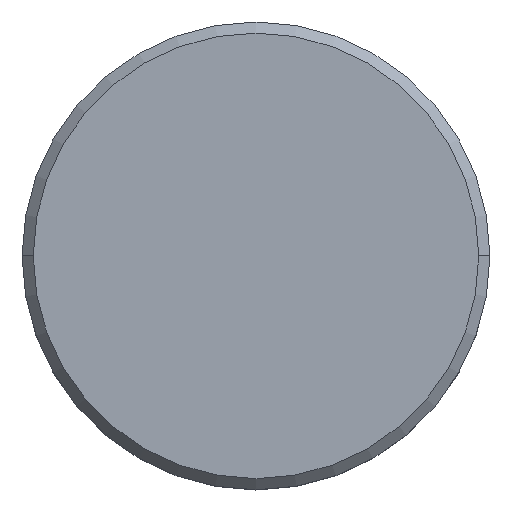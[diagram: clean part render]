
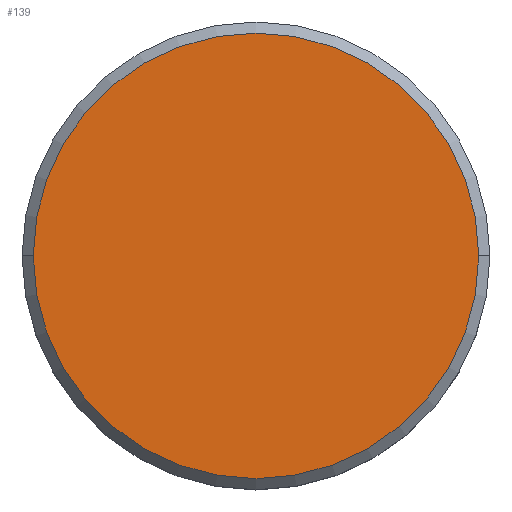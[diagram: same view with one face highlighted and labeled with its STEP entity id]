
A CAD part, top view. The second image highlights one B-rep face of the part: STEP entity #139.
In plain terms, the highlighted planar face has unit normal (0, 0, 1).
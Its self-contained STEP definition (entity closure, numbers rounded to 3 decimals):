
#95 = CARTESIAN_POINT ( 'NONE',  ( 0., 0., 0. ) ) ;
#101 = CARTESIAN_POINT ( 'NONE',  ( 0., 0., 0. ) ) ;
#113 = EDGE_LOOP ( 'NONE', ( #163, #134 ) ) ;
#134 = ORIENTED_EDGE ( 'NONE', *, *, #912, .T. ) ;
#139 = ADVANCED_FACE ( 'NONE', ( #450 ), #1067, .T. ) ;
#150 = DIRECTION ( 'NONE',  ( 1., 0., 0. ) ) ;
#157 = AXIS2_PLACEMENT_3D ( 'NONE', #866, #243, #504 ) ;
#163 = ORIENTED_EDGE ( 'NONE', *, *, #754, .T. ) ;
#181 = DIRECTION ( 'NONE',  ( 0., 0., 1. ) ) ;
#243 = DIRECTION ( 'NONE',  ( 0., 0., 1. ) ) ;
#249 = AXIS2_PLACEMENT_3D ( 'NONE', #101, #946, #150 ) ;
#252 = AXIS2_PLACEMENT_3D ( 'NONE', #95, #181, #562 ) ;
#293 = CIRCLE ( 'NONE', #157, 10. ) ;
#450 = FACE_OUTER_BOUND ( 'NONE', #113, .T. ) ;
#459 = CARTESIAN_POINT ( 'NONE',  ( 10., 0., 0. ) ) ;
#504 = DIRECTION ( 'NONE',  ( 1., 0., 0. ) ) ;
#562 = DIRECTION ( 'NONE',  ( 1., 0., 0. ) ) ;
#622 = CARTESIAN_POINT ( 'NONE',  ( -10., 0., 0. ) ) ;
#666 = VERTEX_POINT ( 'NONE', #459 ) ;
#737 = VERTEX_POINT ( 'NONE', #622 ) ;
#754 = EDGE_CURVE ( 'NONE', #737, #666, #800, .T. ) ;
#800 = CIRCLE ( 'NONE', #252, 10. ) ;
#866 = CARTESIAN_POINT ( 'NONE',  ( 0., 0., 0. ) ) ;
#912 = EDGE_CURVE ( 'NONE', #666, #737, #293, .T. ) ;
#946 = DIRECTION ( 'NONE',  ( 0., 0., 1. ) ) ;
#1067 = PLANE ( 'NONE',  #249 ) ;
